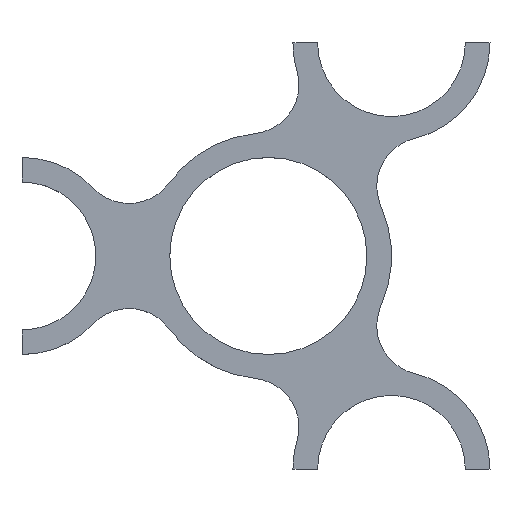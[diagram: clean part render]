
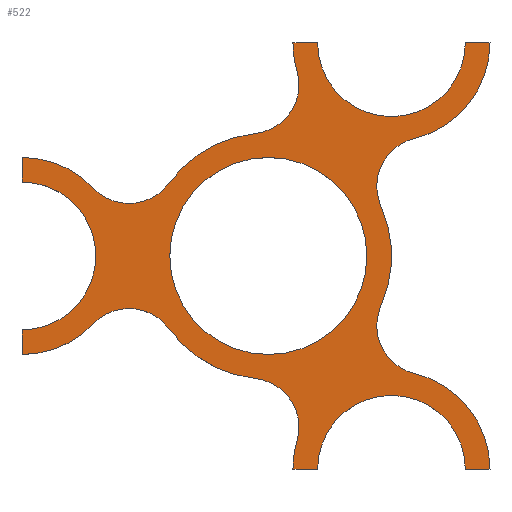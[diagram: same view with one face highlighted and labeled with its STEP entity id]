
A CAD part, top view. The second image highlights one B-rep face of the part: STEP entity #522.
In plain terms, the highlighted planar face has unit normal (0, 0, 1).
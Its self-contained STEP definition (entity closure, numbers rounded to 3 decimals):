
#14=FACE_BOUND('',#77,.T.);
#22=PLANE('',#601);
#49=FACE_OUTER_BOUND('',#76,.T.);
#76=EDGE_LOOP('',(#417,#418,#419,#420,#421,#422,#423,#424,#425,#426,#427,
#428,#429,#430,#431,#432,#433,#434,#435,#436,#437,#438,#439,#440));
#77=EDGE_LOOP('',(#441));
#83=LINE('',#786,#120);
#87=LINE('',#798,#124);
#95=LINE('',#834,#132);
#99=LINE('',#846,#136);
#107=LINE('',#882,#144);
#111=LINE('',#894,#148);
#120=VECTOR('',#616,10.);
#124=VECTOR('',#628,10.);
#132=VECTOR('',#668,10.);
#136=VECTOR('',#680,10.);
#144=VECTOR('',#720,10.);
#148=VECTOR('',#732,10.);
#154=CIRCLE('',#539,40.);
#157=CIRCLE('',#544,30.);
#159=CIRCLE('',#548,40.);
#161=CIRCLE('',#551,20.);
#163=CIRCLE('',#554,50.);
#165=CIRCLE('',#557,20.);
#167=CIRCLE('',#560,40.);
#169=CIRCLE('',#564,30.);
#171=CIRCLE('',#568,40.);
#173=CIRCLE('',#571,20.);
#175=CIRCLE('',#574,50.);
#177=CIRCLE('',#577,20.);
#179=CIRCLE('',#580,40.);
#181=CIRCLE('',#584,30.);
#183=CIRCLE('',#588,40.);
#185=CIRCLE('',#591,20.);
#187=CIRCLE('',#594,50.);
#189=CIRCLE('',#597,20.);
#191=CIRCLE('',#600,40.);
#192=VERTEX_POINT('',#774);
#196=VERTEX_POINT('',#783);
#197=VERTEX_POINT('',#785);
#199=VERTEX_POINT('',#791);
#201=VERTEX_POINT('',#797);
#203=VERTEX_POINT('',#803);
#205=VERTEX_POINT('',#809);
#207=VERTEX_POINT('',#815);
#209=VERTEX_POINT('',#821);
#211=VERTEX_POINT('',#827);
#213=VERTEX_POINT('',#833);
#215=VERTEX_POINT('',#839);
#217=VERTEX_POINT('',#845);
#219=VERTEX_POINT('',#851);
#221=VERTEX_POINT('',#857);
#223=VERTEX_POINT('',#863);
#225=VERTEX_POINT('',#869);
#227=VERTEX_POINT('',#875);
#229=VERTEX_POINT('',#881);
#231=VERTEX_POINT('',#887);
#233=VERTEX_POINT('',#893);
#235=VERTEX_POINT('',#899);
#237=VERTEX_POINT('',#905);
#239=VERTEX_POINT('',#911);
#241=VERTEX_POINT('',#917);
#242=EDGE_CURVE('',#192,#192,#154,.T.);
#247=EDGE_CURVE('',#197,#196,#83,.T.);
#250=EDGE_CURVE('',#199,#197,#157,.T.);
#253=EDGE_CURVE('',#201,#199,#87,.T.);
#256=EDGE_CURVE('',#203,#201,#159,.T.);
#259=EDGE_CURVE('',#205,#203,#161,.T.);
#262=EDGE_CURVE('',#207,#205,#163,.T.);
#265=EDGE_CURVE('',#209,#207,#165,.T.);
#268=EDGE_CURVE('',#211,#209,#167,.T.);
#271=EDGE_CURVE('',#213,#211,#95,.T.);
#274=EDGE_CURVE('',#215,#213,#169,.T.);
#277=EDGE_CURVE('',#217,#215,#99,.T.);
#280=EDGE_CURVE('',#219,#217,#171,.T.);
#283=EDGE_CURVE('',#221,#219,#173,.T.);
#286=EDGE_CURVE('',#223,#221,#175,.T.);
#289=EDGE_CURVE('',#225,#223,#177,.T.);
#292=EDGE_CURVE('',#227,#225,#179,.T.);
#295=EDGE_CURVE('',#229,#227,#107,.T.);
#298=EDGE_CURVE('',#231,#229,#181,.T.);
#301=EDGE_CURVE('',#233,#231,#111,.T.);
#304=EDGE_CURVE('',#235,#233,#183,.T.);
#307=EDGE_CURVE('',#237,#235,#185,.T.);
#310=EDGE_CURVE('',#239,#237,#187,.T.);
#313=EDGE_CURVE('',#241,#239,#189,.T.);
#316=EDGE_CURVE('',#196,#241,#191,.T.);
#417=ORIENTED_EDGE('',*,*,#316,.T.);
#418=ORIENTED_EDGE('',*,*,#313,.T.);
#419=ORIENTED_EDGE('',*,*,#310,.T.);
#420=ORIENTED_EDGE('',*,*,#307,.T.);
#421=ORIENTED_EDGE('',*,*,#304,.T.);
#422=ORIENTED_EDGE('',*,*,#301,.T.);
#423=ORIENTED_EDGE('',*,*,#298,.T.);
#424=ORIENTED_EDGE('',*,*,#295,.T.);
#425=ORIENTED_EDGE('',*,*,#292,.T.);
#426=ORIENTED_EDGE('',*,*,#289,.T.);
#427=ORIENTED_EDGE('',*,*,#286,.T.);
#428=ORIENTED_EDGE('',*,*,#283,.T.);
#429=ORIENTED_EDGE('',*,*,#280,.T.);
#430=ORIENTED_EDGE('',*,*,#277,.T.);
#431=ORIENTED_EDGE('',*,*,#274,.T.);
#432=ORIENTED_EDGE('',*,*,#271,.T.);
#433=ORIENTED_EDGE('',*,*,#268,.T.);
#434=ORIENTED_EDGE('',*,*,#265,.T.);
#435=ORIENTED_EDGE('',*,*,#262,.T.);
#436=ORIENTED_EDGE('',*,*,#259,.T.);
#437=ORIENTED_EDGE('',*,*,#256,.T.);
#438=ORIENTED_EDGE('',*,*,#253,.T.);
#439=ORIENTED_EDGE('',*,*,#250,.T.);
#440=ORIENTED_EDGE('',*,*,#247,.T.);
#441=ORIENTED_EDGE('',*,*,#242,.T.);
#522=ADVANCED_FACE('',(#49,#14),#22,.T.);
#539=AXIS2_PLACEMENT_3D('',#775,#607,#608);
#544=AXIS2_PLACEMENT_3D('',#792,#622,#623);
#548=AXIS2_PLACEMENT_3D('',#804,#634,#635);
#551=AXIS2_PLACEMENT_3D('',#810,#641,#642);
#554=AXIS2_PLACEMENT_3D('',#816,#648,#649);
#557=AXIS2_PLACEMENT_3D('',#822,#655,#656);
#560=AXIS2_PLACEMENT_3D('',#828,#662,#663);
#564=AXIS2_PLACEMENT_3D('',#840,#674,#675);
#568=AXIS2_PLACEMENT_3D('',#852,#686,#687);
#571=AXIS2_PLACEMENT_3D('',#858,#693,#694);
#574=AXIS2_PLACEMENT_3D('',#864,#700,#701);
#577=AXIS2_PLACEMENT_3D('',#870,#707,#708);
#580=AXIS2_PLACEMENT_3D('',#876,#714,#715);
#584=AXIS2_PLACEMENT_3D('',#888,#726,#727);
#588=AXIS2_PLACEMENT_3D('',#900,#738,#739);
#591=AXIS2_PLACEMENT_3D('',#906,#745,#746);
#594=AXIS2_PLACEMENT_3D('',#912,#752,#753);
#597=AXIS2_PLACEMENT_3D('',#918,#759,#760);
#600=AXIS2_PLACEMENT_3D('',#922,#766,#767);
#601=AXIS2_PLACEMENT_3D('',#923,#768,#769);
#607=DIRECTION('center_axis',(0.,0.,-1.));
#608=DIRECTION('ref_axis',(1.,0.,0.));
#616=DIRECTION('',(-1.,0.,0.));
#622=DIRECTION('center_axis',(0.,0.,-1.));
#623=DIRECTION('ref_axis',(-1.,0.,0.));
#628=DIRECTION('',(-1.,0.,0.));
#634=DIRECTION('center_axis',(0.,0.,1.));
#635=DIRECTION('ref_axis',(-1.,0.,0.));
#641=DIRECTION('center_axis',(0.,0.,-1.));
#642=DIRECTION('ref_axis',(-0.234,0.972,0.));
#648=DIRECTION('center_axis',(0.,0.,1.));
#649=DIRECTION('ref_axis',(1.,0.,0.));
#655=DIRECTION('center_axis',(0.,0.,-1.));
#656=DIRECTION('ref_axis',(-0.915,0.404,0.));
#662=DIRECTION('center_axis',(0.,0.,1.));
#663=DIRECTION('ref_axis',(1.,0.,0.));
#668=DIRECTION('',(1.,0.,0.));
#674=DIRECTION('center_axis',(0.,0.,-1.));
#675=DIRECTION('ref_axis',(1.,0.,0.));
#680=DIRECTION('',(1.,0.,0.));
#686=DIRECTION('center_axis',(0.,0.,1.));
#687=DIRECTION('ref_axis',(1.,0.,0.));
#693=DIRECTION('center_axis',(0.,0.,-1.));
#694=DIRECTION('ref_axis',(0.959,-0.283,0.));
#700=DIRECTION('center_axis',(0.,0.,1.));
#701=DIRECTION('ref_axis',(1.,0.,0.));
#707=DIRECTION('center_axis',(0.,0.,-1.));
#708=DIRECTION('ref_axis',(0.807,0.59,0.));
#714=DIRECTION('center_axis',(0.,0.,1.));
#715=DIRECTION('ref_axis',(0.,-1.,0.));
#720=DIRECTION('',(0.,-1.,0.));
#726=DIRECTION('center_axis',(0.,0.,-1.));
#727=DIRECTION('ref_axis',(0.,-1.,0.));
#732=DIRECTION('',(0.,-1.,0.));
#738=DIRECTION('center_axis',(0.,0.,1.));
#739=DIRECTION('ref_axis',(0.,-1.,0.));
#745=DIRECTION('center_axis',(0.,0.,-1.));
#746=DIRECTION('ref_axis',(-0.725,-0.689,0.));
#752=DIRECTION('center_axis',(0.,0.,1.));
#753=DIRECTION('ref_axis',(1.,0.,0.));
#759=DIRECTION('center_axis',(0.,0.,-1.));
#760=DIRECTION('ref_axis',(0.108,-0.994,0.));
#766=DIRECTION('center_axis',(0.,0.,1.));
#767=DIRECTION('ref_axis',(-1.,0.,0.));
#768=DIRECTION('center_axis',(0.,0.,1.));
#769=DIRECTION('ref_axis',(1.,0.,0.));
#774=CARTESIAN_POINT('',(-40.,0.,10.));
#775=CARTESIAN_POINT('Origin',(0.,0.,10.));
#783=CARTESIAN_POINT('',(10.,86.6,10.));
#785=CARTESIAN_POINT('',(20.,86.6,10.));
#786=CARTESIAN_POINT('',(10.,86.6,10.));
#791=CARTESIAN_POINT('',(80.,86.6,10.));
#792=CARTESIAN_POINT('Origin',(50.,86.6,10.));
#797=CARTESIAN_POINT('',(90.,86.6,10.));
#798=CARTESIAN_POINT('',(80.,86.6,10.));
#803=CARTESIAN_POINT('',(59.36,47.71,10.));
#804=CARTESIAN_POINT('Origin',(50.,86.6,10.));
#809=CARTESIAN_POINT('',(45.742,20.19,10.));
#810=CARTESIAN_POINT('Origin',(64.039,28.266,10.));
#815=CARTESIAN_POINT('',(45.742,-20.19,10.));
#816=CARTESIAN_POINT('Origin',(0.,0.,10.));
#821=CARTESIAN_POINT('',(59.36,-47.71,10.));
#822=CARTESIAN_POINT('Origin',(64.039,-28.266,10.));
#827=CARTESIAN_POINT('',(90.,-86.6,10.));
#828=CARTESIAN_POINT('Origin',(50.,-86.6,10.));
#833=CARTESIAN_POINT('',(80.,-86.6,10.));
#834=CARTESIAN_POINT('',(80.,-86.6,10.));
#839=CARTESIAN_POINT('',(20.,-86.6,10.));
#840=CARTESIAN_POINT('Origin',(50.,-86.6,10.));
#845=CARTESIAN_POINT('',(10.,-86.6,10.));
#846=CARTESIAN_POINT('',(10.,-86.6,10.));
#851=CARTESIAN_POINT('',(11.641,-75.262,10.));
#852=CARTESIAN_POINT('Origin',(50.,-86.6,10.));
#857=CARTESIAN_POINT('',(-5.385,-49.709,10.));
#858=CARTESIAN_POINT('Origin',(-7.539,-69.593,10.));
#863=CARTESIAN_POINT('',(-40.357,-29.518,10.));
#864=CARTESIAN_POINT('Origin',(0.,0.,10.));
#869=CARTESIAN_POINT('',(-71.,-27.55,10.));
#870=CARTESIAN_POINT('Origin',(-56.5,-41.325,10.));
#875=CARTESIAN_POINT('',(-100.,-40.,10.));
#876=CARTESIAN_POINT('Origin',(-100.,0.,10.));
#881=CARTESIAN_POINT('',(-100.,-30.,10.));
#882=CARTESIAN_POINT('',(-100.,-30.,10.));
#887=CARTESIAN_POINT('',(-100.,30.,10.));
#888=CARTESIAN_POINT('Origin',(-100.,0.,10.));
#893=CARTESIAN_POINT('',(-100.,40.,10.));
#894=CARTESIAN_POINT('',(-100.,40.,10.));
#899=CARTESIAN_POINT('',(-71.,27.55,10.));
#900=CARTESIAN_POINT('Origin',(-100.,0.,10.));
#905=CARTESIAN_POINT('',(-40.357,29.518,10.));
#906=CARTESIAN_POINT('Origin',(-56.5,41.325,10.));
#911=CARTESIAN_POINT('',(-5.385,49.709,10.));
#912=CARTESIAN_POINT('Origin',(0.,0.,10.));
#917=CARTESIAN_POINT('',(11.641,75.262,10.));
#918=CARTESIAN_POINT('Origin',(-7.539,69.593,10.));
#922=CARTESIAN_POINT('Origin',(50.,86.6,10.));
#923=CARTESIAN_POINT('Origin',(-5.,0.,10.));
